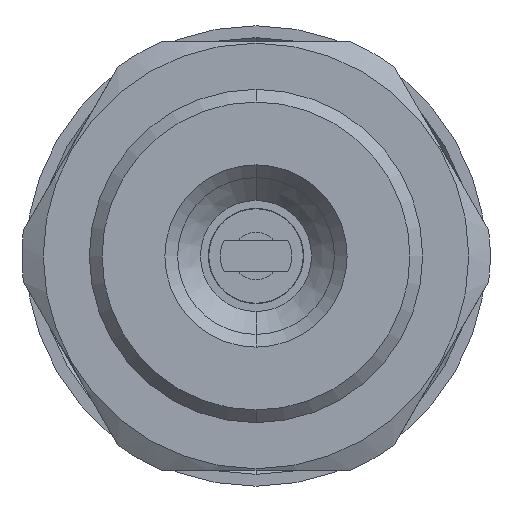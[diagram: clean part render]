
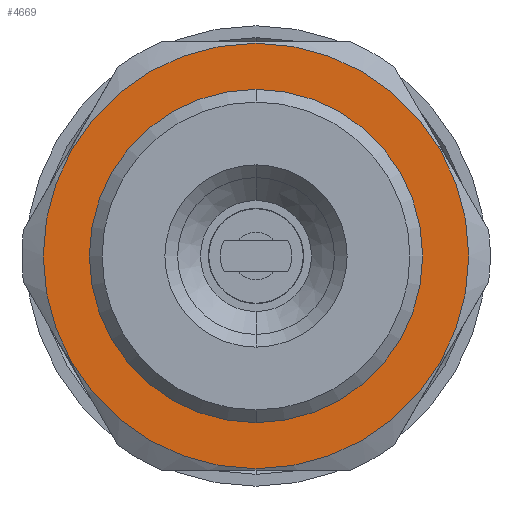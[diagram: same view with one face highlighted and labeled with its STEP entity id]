
A CAD part, front view. The second image highlights one B-rep face of the part: STEP entity #4669.
In plain terms, the highlighted planar face has unit normal (0, -1, 0).
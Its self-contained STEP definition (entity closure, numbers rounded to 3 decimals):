
#411 = DIRECTION ( 'NONE',  ( 0., 0., -1. ) ) ;
#554 = AXIS2_PLACEMENT_3D ( 'NONE', #6615, #6648, #8126 ) ;
#758 = EDGE_CURVE ( 'NONE', #834, #7438, #2381, .T. ) ;
#834 = VERTEX_POINT ( 'NONE', #3920 ) ;
#962 = PLANE ( 'NONE',  #3857 ) ;
#1943 = EDGE_LOOP ( 'NONE', ( #8468, #5835 ) ) ;
#1977 = CIRCLE ( 'NONE', #7987, 10.5 ) ;
#2170 = EDGE_CURVE ( 'NONE', #7438, #834, #6011, .T. ) ;
#2381 = CIRCLE ( 'NONE', #7186, 13.4 ) ;
#2456 = CARTESIAN_POINT ( 'NONE',  ( 0., -0.52, -13.4 ) ) ;
#3031 = DIRECTION ( 'NONE',  ( 0., -1., 0. ) ) ;
#3353 = EDGE_CURVE ( 'NONE', #3715, #4029, #5680, .T. ) ;
#3572 = FACE_OUTER_BOUND ( 'NONE', #1943, .T. ) ;
#3659 = CARTESIAN_POINT ( 'NONE',  ( 10.5, -0.52, 0. ) ) ;
#3715 = VERTEX_POINT ( 'NONE', #7491 ) ;
#3718 = DIRECTION ( 'NONE',  ( 0., -1., 0. ) ) ;
#3842 = DIRECTION ( 'NONE',  ( 0., -1., 0. ) ) ;
#3857 = AXIS2_PLACEMENT_3D ( 'NONE', #3659, #3031, #7603 ) ;
#3920 = CARTESIAN_POINT ( 'NONE',  ( 0., -0.52, 13.4 ) ) ;
#4029 = VERTEX_POINT ( 'NONE', #5159 ) ;
#4337 = ORIENTED_EDGE ( 'NONE', *, *, #7476, .F. ) ;
#4435 = ORIENTED_EDGE ( 'NONE', *, *, #3353, .F. ) ;
#4466 = DIRECTION ( 'NONE',  ( 0., -1., 0. ) ) ;
#4669 = ADVANCED_FACE ( 'NONE', ( #3572, #4900 ), #962, .T. ) ;
#4900 = FACE_BOUND ( 'NONE', #7161, .T. ) ;
#5159 = CARTESIAN_POINT ( 'NONE',  ( 0., -0.52, 10.5 ) ) ;
#5680 = CIRCLE ( 'NONE', #6163, 10.5 ) ;
#5835 = ORIENTED_EDGE ( 'NONE', *, *, #2170, .T. ) ;
#6011 = CIRCLE ( 'NONE', #554, 13.4 ) ;
#6163 = AXIS2_PLACEMENT_3D ( 'NONE', #7644, #3718, #8287 ) ;
#6615 = CARTESIAN_POINT ( 'NONE',  ( 0., -0.52, 0. ) ) ;
#6648 = DIRECTION ( 'NONE',  ( 0., -1., 0. ) ) ;
#7161 = EDGE_LOOP ( 'NONE', ( #4435, #4337 ) ) ;
#7186 = AXIS2_PLACEMENT_3D ( 'NONE', #7759, #3842, #8410 ) ;
#7438 = VERTEX_POINT ( 'NONE', #2456 ) ;
#7476 = EDGE_CURVE ( 'NONE', #4029, #3715, #1977, .T. ) ;
#7491 = CARTESIAN_POINT ( 'NONE',  ( 0., -0.52, -10.5 ) ) ;
#7603 = DIRECTION ( 'NONE',  ( 0., 0., -1. ) ) ;
#7644 = CARTESIAN_POINT ( 'NONE',  ( 0., -0.52, 0. ) ) ;
#7759 = CARTESIAN_POINT ( 'NONE',  ( 0., -0.52, 0. ) ) ;
#7987 = AXIS2_PLACEMENT_3D ( 'NONE', #8377, #4466, #411 ) ;
#8126 = DIRECTION ( 'NONE',  ( 0., 0., -1. ) ) ;
#8287 = DIRECTION ( 'NONE',  ( 0., 0., -1. ) ) ;
#8377 = CARTESIAN_POINT ( 'NONE',  ( 0., -0.52, 0. ) ) ;
#8410 = DIRECTION ( 'NONE',  ( 0., 0., -1. ) ) ;
#8468 = ORIENTED_EDGE ( 'NONE', *, *, #758, .T. ) ;
